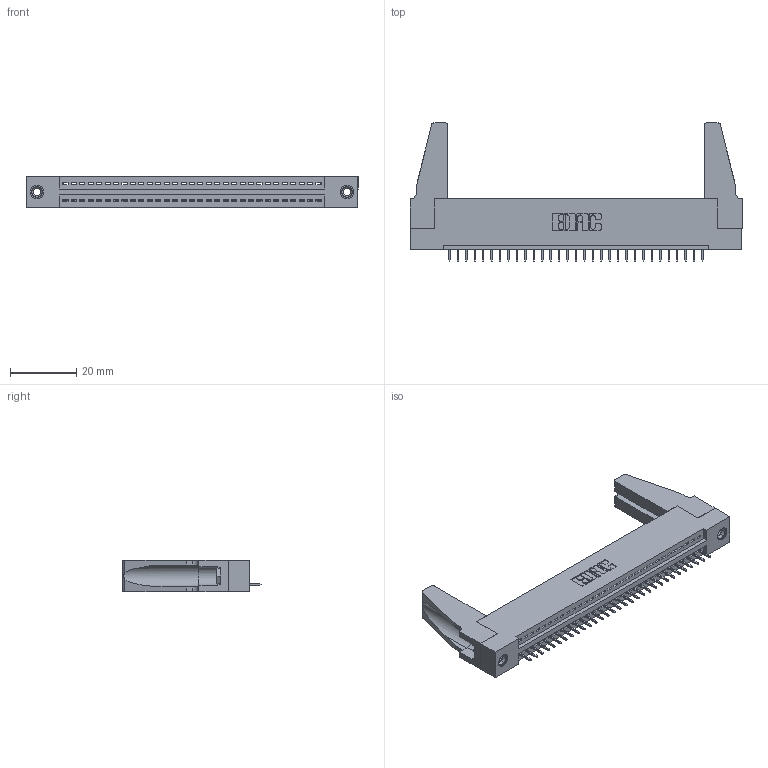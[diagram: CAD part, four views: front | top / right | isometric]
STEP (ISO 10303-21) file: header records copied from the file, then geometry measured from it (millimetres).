
FILE_DESCRIPTION (( 'STEP AP203' ), '1' );
FILE_NAME ('395-031-525-188.STEP', '2020-09-23T20:27:05', ( '' ), ( '' ), 'SwSTEP 2.0', 'SolidWorks 2020', '' );
FILE_SCHEMA (( 'CONFIG_CONTROL_DESIGN' ));
Length unit declared in the file: inch
Products named in the file (5): 345-250-001_345-250-001-102; 345-220-078_345-220-088; 345-292-001_345-293-125; 395-031-525-188; 345 Part_Flush Mounting Lugs - 0.156 Dia-TH
Assembly tree (36 placements, depth 2):
  395-031-525-188
    345 Part_Flush Mounting Lugs - 0.156 Dia-TH
    345-292-001_345-293-125  x31
    345-250-001_345-250-001-102  x2
    345-220-078_345-220-088  x2
Bounding box: 99.97 x 41.58 x 9.4 mm (x, y, z)
Volume: 12531.5 mm3; surface area: 14888.6 mm2
Topology: 36 solids, 36 shells, 2172 faces, 6235 edges, 4022 vertices
Faces by surface type: plane 1578, cylinder 578, cone 12, torus 4
Entity records: 27034 total; most frequent: CARTESIAN_POINT 4671, ORIENTED_EDGE 4596, DIRECTION 4104, EDGE_CURVE 2298, LINE 2004, VECTOR 2004, VERTEX_POINT 1522, AXIS2_PLACEMENT_3D 1050
